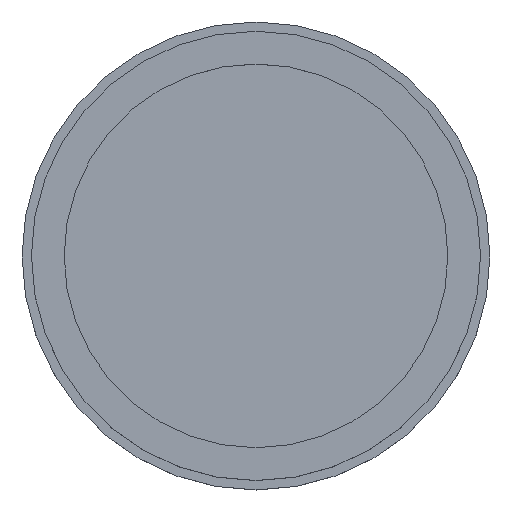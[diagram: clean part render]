
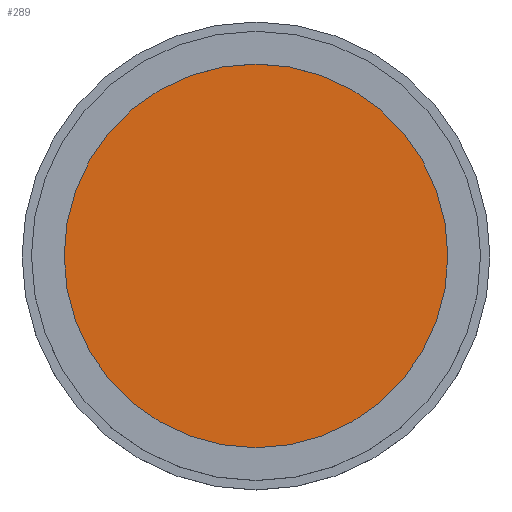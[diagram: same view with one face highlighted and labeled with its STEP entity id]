
A CAD part, top view. The second image highlights one B-rep face of the part: STEP entity #289.
In plain terms, the highlighted planar face has unit normal (0, 0, 1).
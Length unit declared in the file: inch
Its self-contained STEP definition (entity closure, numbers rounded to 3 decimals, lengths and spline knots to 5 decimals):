
#23 = EDGE_CURVE ( 'NONE', #222, #283, #177, .T. ) ;
#72 = FACE_OUTER_BOUND ( 'NONE', #171, .T. ) ;
#78 = DIRECTION ( 'NONE',  ( 0., 0., 1. ) ) ;
#91 = CARTESIAN_POINT ( 'NONE',  ( 0., 0., 0.20866 ) ) ;
#102 = CARTESIAN_POINT ( 'NONE',  ( 0.40354, 0., 0.20866 ) ) ;
#142 = ORIENTED_EDGE ( 'NONE', *, *, #366, .T. ) ;
#162 = DIRECTION ( 'NONE',  ( -1., 0., 0. ) ) ;
#167 = AXIS2_PLACEMENT_3D ( 'NONE', #91, #382, #313 ) ;
#171 = EDGE_LOOP ( 'NONE', ( #142, #264 ) ) ;
#177 = CIRCLE ( 'NONE', #167, 0.40354 ) ;
#199 = CIRCLE ( 'NONE', #260, 0.40354 ) ;
#213 = CARTESIAN_POINT ( 'NONE',  ( -0.40354, 0., 0.20866 ) ) ;
#221 = DIRECTION ( 'NONE',  ( -1., 0., 0. ) ) ;
#222 = VERTEX_POINT ( 'NONE', #102 ) ;
#260 = AXIS2_PLACEMENT_3D ( 'NONE', #335, #78, #162 ) ;
#264 = ORIENTED_EDGE ( 'NONE', *, *, #23, .T. ) ;
#279 = DIRECTION ( 'NONE',  ( 0., 0., -1. ) ) ;
#283 = VERTEX_POINT ( 'NONE', #213 ) ;
#289 = ADVANCED_FACE ( 'NONE', ( #72 ), #372, .F. ) ;
#313 = DIRECTION ( 'NONE',  ( -1., 0., 0. ) ) ;
#334 = CARTESIAN_POINT ( 'NONE',  ( 0., 0., 0.20866 ) ) ;
#335 = CARTESIAN_POINT ( 'NONE',  ( 0., 0., 0.20866 ) ) ;
#366 = EDGE_CURVE ( 'NONE', #283, #222, #199, .T. ) ;
#372 = PLANE ( 'NONE',  #380 ) ;
#380 = AXIS2_PLACEMENT_3D ( 'NONE', #334, #279, #221 ) ;
#382 = DIRECTION ( 'NONE',  ( 0., 0., 1. ) ) ;
